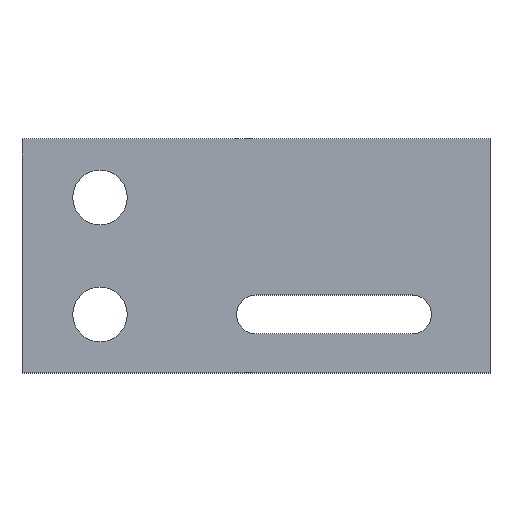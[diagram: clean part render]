
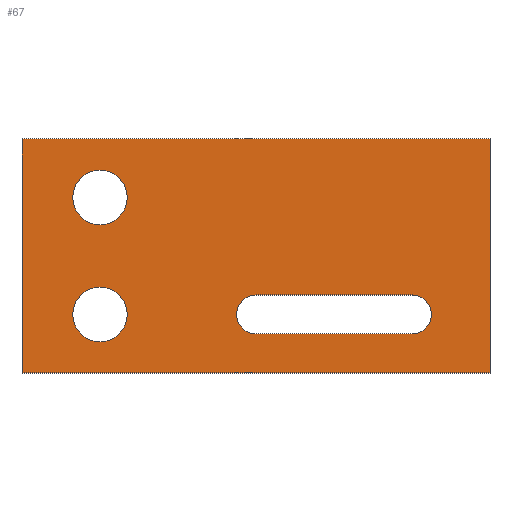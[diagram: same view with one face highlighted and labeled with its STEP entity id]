
A CAD part, top view. The second image highlights one B-rep face of the part: STEP entity #67.
In plain terms, the highlighted planar face has unit normal (0, 0, 1).
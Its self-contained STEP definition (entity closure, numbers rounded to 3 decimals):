
#67=ADVANCED_FACE('',(#179,#181,#183,#185),#187,.T.);
#179=FACE_BOUND('',#180,.T.);
#180=EDGE_LOOP('',(#276,#277,#278,#279));
#181=FACE_BOUND('',#182,.T.);
#182=EDGE_LOOP('',(#280,#281,#282,#283));
#183=FACE_BOUND('',#184,.T.);
#184=EDGE_LOOP('',(#284));
#185=FACE_BOUND('',#186,.T.);
#186=EDGE_LOOP('',(#285));
#187=PLANE('',#188);
#188=AXIS2_PLACEMENT_3D('',#189,#190,#191);
#189=CARTESIAN_POINT('',(0.,0.,20.));
#190=DIRECTION('',(0.,0.,1.));
#191=DIRECTION('',(1.,0.,0.));
#276=ORIENTED_EDGE('',*,*,#332,.T.);
#277=ORIENTED_EDGE('',*,*,#333,.T.);
#278=ORIENTED_EDGE('',*,*,#334,.T.);
#279=ORIENTED_EDGE('',*,*,#335,.T.);
#280=ORIENTED_EDGE('',*,*,#336,.T.);
#281=ORIENTED_EDGE('',*,*,#337,.T.);
#282=ORIENTED_EDGE('',*,*,#338,.T.);
#283=ORIENTED_EDGE('',*,*,#339,.T.);
#284=ORIENTED_EDGE('',*,*,#340,.T.);
#285=ORIENTED_EDGE('',*,*,#341,.T.);
#332=EDGE_CURVE('',#370,#371,#372,.T.);
#333=EDGE_CURVE('',#371,#373,#374,.T.);
#334=EDGE_CURVE('',#373,#375,#376,.T.);
#335=EDGE_CURVE('',#375,#370,#377,.T.);
#336=EDGE_CURVE('',#378,#379,#380,.F.);
#337=EDGE_CURVE('',#379,#381,#382,.F.);
#338=EDGE_CURVE('',#381,#383,#384,.F.);
#339=EDGE_CURVE('',#383,#378,#385,.F.);
#340=EDGE_CURVE('',#386,#386,#387,.F.);
#341=EDGE_CURVE('',#388,#388,#389,.F.);
#370=VERTEX_POINT('',#442);
#371=VERTEX_POINT('',#443);
#372=LINE('',#444,#445);
#373=VERTEX_POINT('',#447);
#374=LINE('',#448,#449);
#375=VERTEX_POINT('',#451);
#376=LINE('',#452,#453);
#377=LINE('',#455,#456);
#378=VERTEX_POINT('',#458);
#379=VERTEX_POINT('',#459);
#380=LINE('',#460,#461);
#381=VERTEX_POINT('',#463);
#382=CIRCLE('',#464,5.);
#383=VERTEX_POINT('',#468);
#384=LINE('',#469,#470);
#385=CIRCLE('',#472,5.);
#386=VERTEX_POINT('',#476);
#387=CIRCLE('',#477,7.);
#388=VERTEX_POINT('',#481);
#389=CIRCLE('',#482,7.);
#442=CARTESIAN_POINT('',(60.,-30.,20.));
#443=CARTESIAN_POINT('',(60.,30.,20.));
#444=CARTESIAN_POINT('',(60.,-30.,20.));
#445=VECTOR('',#446,1.);
#446=DIRECTION('',(0.,1.,0.));
#447=CARTESIAN_POINT('',(-60.,30.,20.));
#448=CARTESIAN_POINT('',(60.,30.,20.));
#449=VECTOR('',#450,1.);
#450=DIRECTION('',(-1.,0.,0.));
#451=CARTESIAN_POINT('',(-60.,-30.,20.));
#452=CARTESIAN_POINT('',(-60.,30.,20.));
#453=VECTOR('',#454,1.);
#454=DIRECTION('',(0.,-1.,0.));
#455=CARTESIAN_POINT('',(-60.,-30.,20.));
#456=VECTOR('',#457,1.);
#457=DIRECTION('',(1.,0.,0.));
#458=CARTESIAN_POINT('',(0.,-10.,20.));
#459=CARTESIAN_POINT('',(40.,-10.,20.));
#460=CARTESIAN_POINT('',(40.,-10.,20.));
#461=VECTOR('',#462,1.);
#462=DIRECTION('',(-1.,0.,0.));
#463=CARTESIAN_POINT('',(40.,-20.,20.));
#464=AXIS2_PLACEMENT_3D('',#465,#466,#467);
#465=CARTESIAN_POINT('',(40.,-15.,20.));
#466=DIRECTION('',(-0.,0.,1.));
#467=DIRECTION('',(0.,-1.,0.));
#468=CARTESIAN_POINT('',(0.,-20.,20.));
#469=CARTESIAN_POINT('',(0.,-20.,20.));
#470=VECTOR('',#471,1.);
#471=DIRECTION('',(1.,0.,0.));
#472=AXIS2_PLACEMENT_3D('',#473,#474,#475);
#473=CARTESIAN_POINT('',(0.,-15.,20.));
#474=DIRECTION('',(0.,-0.,1.));
#475=DIRECTION('',(0.,1.,0.));
#476=CARTESIAN_POINT('',(-33.,15.,20.));
#477=AXIS2_PLACEMENT_3D('',#478,#479,#480);
#478=CARTESIAN_POINT('',(-40.,15.,20.));
#479=DIRECTION('',(0.,0.,1.));
#480=DIRECTION('',(1.,0.,0.));
#481=CARTESIAN_POINT('',(-33.,-15.,20.));
#482=AXIS2_PLACEMENT_3D('',#483,#484,#485);
#483=CARTESIAN_POINT('',(-40.,-15.,20.));
#484=DIRECTION('',(0.,0.,1.));
#485=DIRECTION('',(1.,0.,0.));
